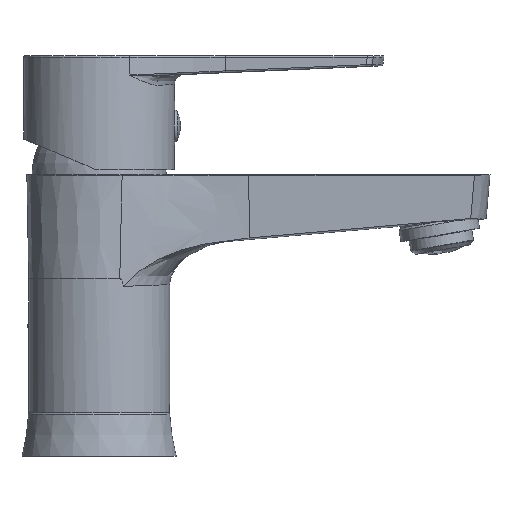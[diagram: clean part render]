
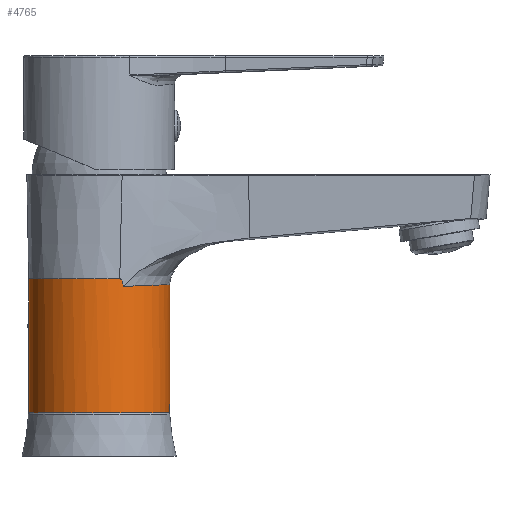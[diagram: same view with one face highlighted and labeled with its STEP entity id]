
A CAD part, top view. The second image highlights one B-rep face of the part: STEP entity #4765.
In plain terms, the highlighted cylindrical face has radius 21 mm (diameter 42 mm), a partial arc.
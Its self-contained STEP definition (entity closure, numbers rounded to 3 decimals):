
#191 = CARTESIAN_POINT ( 'NONE',  ( 0., 39.755, 0. ) ) ;
#250 = CARTESIAN_POINT ( 'NONE',  ( 6.397, 39.653, 20.002 ) ) ;
#301 = CARTESIAN_POINT ( 'NONE',  ( 6.816, 38.961, 19.863 ) ) ;
#528 = EDGE_CURVE ( 'NONE', #5657, #5418, #8864, .T. ) ;
#626 = LINE ( 'NONE', #4286, #14546 ) ;
#794 = CARTESIAN_POINT ( 'NONE',  ( 10.625, 37.603, 18.122 ) ) ;
#856 = CARTESIAN_POINT ( 'NONE',  ( 18.358, 37.91, 10.212 ) ) ;
#976 = CARTESIAN_POINT ( 'NONE',  ( 17.527, 37.885, 11.581 ) ) ;
#1037 = CARTESIAN_POINT ( 'NONE',  ( 20.837, 37.962, 2.666 ) ) ;
#1221 = EDGE_CURVE ( 'NONE', #8581, #5657, #17160, .T. ) ;
#1564 = VECTOR ( 'NONE', #3869, 1000. ) ;
#1664 = CARTESIAN_POINT ( 'NONE',  ( 7.038, 38.348, 19.786 ) ) ;
#2007 = CARTESIAN_POINT ( 'NONE',  ( 7.253, 37.498, 19.708 ) ) ;
#2059 = CARTESIAN_POINT ( 'NONE',  ( -21., -0.182, 0. ) ) ;
#2079 = CARTESIAN_POINT ( 'NONE',  ( 9.22, 37.536, 18.875 ) ) ;
#2196 = CARTESIAN_POINT ( 'NONE',  ( 20.331, 37.957, 5.286 ) ) ;
#2289 = B_SPLINE_CURVE_WITH_KNOTS ( 'NONE', 3,
 ( #5701, #2888, #13709, #6933, #250, #10960, #2937, #4277, #301, #1664, #11301, #2007 ),
 .UNSPECIFIED., .F., .F.,
 ( 4, 2, 2, 2, 2, 4 ),
 ( 0., 0., 0., 0.001, 0.001, 0.003 ),
 .UNSPECIFIED. ) ;
#2302 = CARTESIAN_POINT ( 'NONE',  ( 20.574, 37.966, 4.243 ) ) ;
#2861 = AXIS2_PLACEMENT_3D ( 'NONE', #7560, #17137, #6216 ) ;
#2888 = CARTESIAN_POINT ( 'NONE',  ( 6.208, 39.755, 20.062 ) ) ;
#2937 = CARTESIAN_POINT ( 'NONE',  ( 6.572, 39.445, 19.945 ) ) ;
#2981 = CARTESIAN_POINT ( 'NONE',  ( 7.253, 37.498, 19.708 ) ) ;
#3031 = CARTESIAN_POINT ( 'NONE',  ( -21., 39.755, 0. ) ) ;
#3162 = DIRECTION ( 'NONE',  ( 0., -1., 0. ) ) ;
#3533 = CARTESIAN_POINT ( 'NONE',  ( 14.836, 37.789, 14.872 ) ) ;
#3869 = DIRECTION ( 'NONE',  ( 0., -1., 0. ) ) ;
#4277 = CARTESIAN_POINT ( 'NONE',  ( 6.735, 39.162, 19.891 ) ) ;
#4286 = CARTESIAN_POINT ( 'NONE',  ( 21., 0., 0. ) ) ;
#4601 = CIRCLE ( 'NONE', #2861, 21. ) ;
#4765 = ADVANCED_FACE ( 'NONE', ( #6337 ), #14595, .T. ) ;
#4898 = CARTESIAN_POINT ( 'NONE',  ( 11.972, 37.656, 17.261 ) ) ;
#4958 = CARTESIAN_POINT ( 'NONE',  ( 13.258, 37.721, 16.295 ) ) ;
#5014 = CARTESIAN_POINT ( 'NONE',  ( 18.61, 37.919, 9.744 ) ) ;
#5190 = EDGE_LOOP ( 'NONE', ( #6414, #6794, #17003, #13966, #7573, #6875 ) ) ;
#5418 = VERTEX_POINT ( 'NONE', #2059 ) ;
#5657 = VERTEX_POINT ( 'NONE', #3031 ) ;
#5684 = CARTESIAN_POINT ( 'NONE',  ( 21., 37.974, 0. ) ) ;
#5701 = CARTESIAN_POINT ( 'NONE',  ( 6.154, 39.755, 20.078 ) ) ;
#6216 = DIRECTION ( 'NONE',  ( 0., 0., 1. ) ) ;
#6238 = CARTESIAN_POINT ( 'NONE',  ( 21., 37.974, 0. ) ) ;
#6337 = FACE_OUTER_BOUND ( 'NONE', #5190, .T. ) ;
#6414 = ORIENTED_EDGE ( 'NONE', *, *, #13487, .F. ) ;
#6794 = ORIENTED_EDGE ( 'NONE', *, *, #11199, .F. ) ;
#6875 = ORIENTED_EDGE ( 'NONE', *, *, #9146, .F. ) ;
#6933 = CARTESIAN_POINT ( 'NONE',  ( 6.354, 39.688, 20.016 ) ) ;
#7381 = CARTESIAN_POINT ( 'NONE',  ( -21., 0., 0. ) ) ;
#7426 = VERTEX_POINT ( 'NONE', #2981 ) ;
#7517 = CARTESIAN_POINT ( 'NONE',  ( 14.456, 37.768, 15.242 ) ) ;
#7560 = CARTESIAN_POINT ( 'NONE',  ( 0., -0.182, 0. ) ) ;
#7573 = ORIENTED_EDGE ( 'NONE', *, *, #11276, .F. ) ;
#7705 = CARTESIAN_POINT ( 'NONE',  ( 16.913, 37.871, 12.46 ) ) ;
#8581 = VERTEX_POINT ( 'NONE', #11978 ) ;
#8618 = VERTEX_POINT ( 'NONE', #9682 ) ;
#8727 = CARTESIAN_POINT ( 'NONE',  ( 7.757, 37.496, 19.522 ) ) ;
#8864 = LINE ( 'NONE', #7381, #1564 ) ;
#8905 = CARTESIAN_POINT ( 'NONE',  ( 16.591, 37.864, 12.886 ) ) ;
#9029 = CARTESIAN_POINT ( 'NONE',  ( 20.675, 37.967, 3.719 ) ) ;
#9146 = EDGE_CURVE ( 'NONE', #17116, #8618, #626, .T. ) ;
#9542 = DIRECTION ( 'NONE',  ( 0., -1., 0. ) ) ;
#9682 = CARTESIAN_POINT ( 'NONE',  ( 21., -0.182, 0. ) ) ;
#10086 = CARTESIAN_POINT ( 'NONE',  ( 8.251, 37.503, 19.318 ) ) ;
#10194 = CARTESIAN_POINT ( 'NONE',  ( 19.312, 37.935, 8.318 ) ) ;
#10311 = CARTESIAN_POINT ( 'NONE',  ( 20.189, 37.953, 5.806 ) ) ;
#10376 = CARTESIAN_POINT ( 'NONE',  ( 15.917, 37.841, 13.708 ) ) ;
#10960 = CARTESIAN_POINT ( 'NONE',  ( 6.511, 39.537, 19.965 ) ) ;
#11199 = EDGE_CURVE ( 'NONE', #8581, #7426, #2289, .T. ) ;
#11276 = EDGE_CURVE ( 'NONE', #8618, #5418, #4601, .T. ) ;
#11301 = CARTESIAN_POINT ( 'NONE',  ( 7.15, 37.923, 19.746 ) ) ;
#11388 = DIRECTION ( 'NONE',  ( 1., 0., 0. ) ) ;
#11453 = CARTESIAN_POINT ( 'NONE',  ( 9.695, 37.563, 18.636 ) ) ;
#11508 = DIRECTION ( 'NONE',  ( 0., -1., 0. ) ) ;
#11637 = CARTESIAN_POINT ( 'NONE',  ( 20.979, 37.967, 1.072 ) ) ;
#11978 = CARTESIAN_POINT ( 'NONE',  ( 6.154, 39.755, 20.078 ) ) ;
#12299 = DIRECTION ( 'NONE',  ( 0., 0., 1. ) ) ;
#12896 = B_SPLINE_CURVE_WITH_KNOTS ( 'NONE', 3,
 ( #14149, #8727, #10086, #2079, #11453, #794, #14394, #4898, #15792, #4958, #17096, #7517, #3533, #16981, #10376, #8905, #7705, #976, #17152, #856, #5014, #10194, #14452, #10311, #2196, #2302, #9029, #1037, #12966, #11637, #14328, #6238 ),
 .UNSPECIFIED., .F., .F.,
 ( 4, 2, 2, 2, 2, 2, 2, 2, 2, 2, 2, 2, 2, 2, 2, 4 ),
 ( 0., 0.002, 0.003, 0.005, 0.006, 0.008, 0.01, 0.011, 0.013, 0.014, 0.016, 0.019, 0.021, 0.022, 0.024, 0.026 ),
 .UNSPECIFIED. ) ;
#12941 = AXIS2_PLACEMENT_3D ( 'NONE', #191, #9542, #12299 ) ;
#12966 = CARTESIAN_POINT ( 'NONE',  ( 20.898, 37.961, 2.136 ) ) ;
#13487 = EDGE_CURVE ( 'NONE', #7426, #17116, #12896, .T. ) ;
#13709 = CARTESIAN_POINT ( 'NONE',  ( 6.26, 39.739, 20.045 ) ) ;
#13966 = ORIENTED_EDGE ( 'NONE', *, *, #528, .T. ) ;
#14149 = CARTESIAN_POINT ( 'NONE',  ( 7.253, 37.498, 19.708 ) ) ;
#14328 = CARTESIAN_POINT ( 'NONE',  ( 21., 37.973, 0.537 ) ) ;
#14394 = CARTESIAN_POINT ( 'NONE',  ( 11.081, 37.615, 17.847 ) ) ;
#14452 = CARTESIAN_POINT ( 'NONE',  ( 19.707, 37.948, 7.333 ) ) ;
#14546 = VECTOR ( 'NONE', #3162, 1000. ) ;
#14595 = CYLINDRICAL_SURFACE ( 'NONE', #14901, 21. ) ;
#14901 = AXIS2_PLACEMENT_3D ( 'NONE', #16925, #11508, #11388 ) ;
#15792 = CARTESIAN_POINT ( 'NONE',  ( 12.41, 37.683, 16.949 ) ) ;
#16925 = CARTESIAN_POINT ( 'NONE',  ( 0., -1., 0. ) ) ;
#16981 = CARTESIAN_POINT ( 'NONE',  ( 15.566, 37.826, 14.106 ) ) ;
#17003 = ORIENTED_EDGE ( 'NONE', *, *, #1221, .T. ) ;
#17096 = CARTESIAN_POINT ( 'NONE',  ( 13.667, 37.734, 15.953 ) ) ;
#17116 = VERTEX_POINT ( 'NONE', #5684 ) ;
#17137 = DIRECTION ( 'NONE',  ( 0., -1., 0. ) ) ;
#17152 = CARTESIAN_POINT ( 'NONE',  ( 17.817, 37.892, 11.129 ) ) ;
#17160 = CIRCLE ( 'NONE', #12941, 21. ) ;
